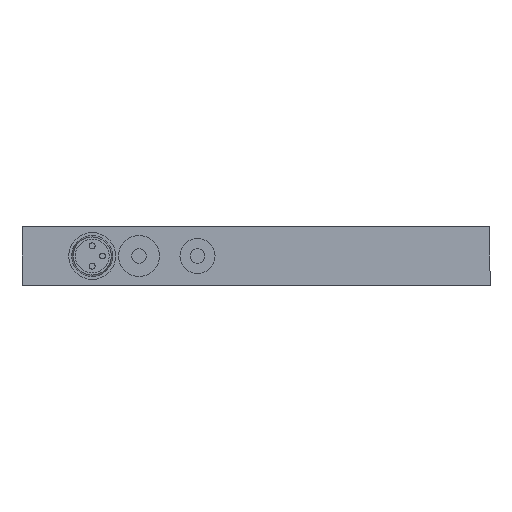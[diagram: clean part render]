
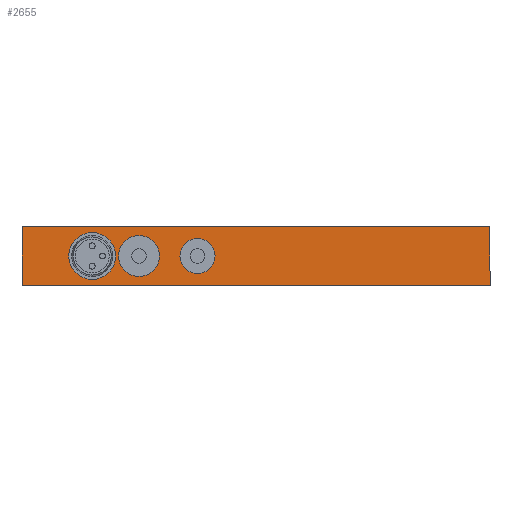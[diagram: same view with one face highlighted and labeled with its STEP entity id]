
A CAD part, left-side view. The second image highlights one B-rep face of the part: STEP entity #2655.
In plain terms, the highlighted planar face has unit normal (-1, 0, 0).
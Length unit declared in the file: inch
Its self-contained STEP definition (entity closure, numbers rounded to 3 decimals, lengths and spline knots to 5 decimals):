
#5 = DIRECTION ( 'NONE',  ( 0., 0., 1. ) ) ;
#21 = DIRECTION ( 'NONE',  ( 0., 1., 0. ) ) ;
#53 = ORIENTED_EDGE ( 'NONE', *, *, #1401, .T. ) ;
#198 = CARTESIAN_POINT ( 'NONE',  ( -1.23858, -0.19634, 0.19685 ) ) ;
#255 = DIRECTION ( 'NONE',  ( 0., 0., 1. ) ) ;
#279 = EDGE_LOOP ( 'NONE', ( #1515 ) ) ;
#302 = EDGE_LOOP ( 'NONE', ( #976 ) ) ;
#361 = VECTOR ( 'NONE', #21, 39.37008 ) ;
#594 = AXIS2_PLACEMENT_3D ( 'NONE', #198, #2083, #1611 ) ;
#603 = LINE ( 'NONE', #1055, #2749 ) ;
#632 = ORIENTED_EDGE ( 'NONE', *, *, #1251, .T. ) ;
#717 = VERTEX_POINT ( 'NONE', #1485 ) ;
#724 = DIRECTION ( 'NONE',  ( 0., 0., 1. ) ) ;
#731 = ORIENTED_EDGE ( 'NONE', *, *, #1798, .F. ) ;
#825 = DIRECTION ( 'NONE',  ( 0., 0., -1. ) ) ;
#859 = DIRECTION ( 'NONE',  ( 1., 0., 0. ) ) ;
#922 = FACE_BOUND ( 'NONE', #302, .T. ) ;
#976 = ORIENTED_EDGE ( 'NONE', *, *, #1026, .T. ) ;
#1026 = EDGE_CURVE ( 'NONE', #2972, #2972, #1230, .T. ) ;
#1037 = VECTOR ( 'NONE', #724, 39.37008 ) ;
#1055 = CARTESIAN_POINT ( 'NONE',  ( -1.23858, -2.16485, 0.3937 ) ) ;
#1111 = AXIS2_PLACEMENT_3D ( 'NONE', #1130, #1542, #825 ) ;
#1130 = CARTESIAN_POINT ( 'NONE',  ( -1.23858, 0.19736, 0.19685 ) ) ;
#1161 = CARTESIAN_POINT ( 'NONE',  ( -1.23858, 0.98476, 0. ) ) ;
#1170 = FACE_BOUND ( 'NONE', #2113, .T. ) ;
#1188 = CARTESIAN_POINT ( 'NONE',  ( -1.23858, -0.59004, 0. ) ) ;
#1215 = CIRCLE ( 'NONE', #1111, 0.1378 ) ;
#1230 = CIRCLE ( 'NONE', #1622, 0.1378 ) ;
#1241 = EDGE_LOOP ( 'NONE', ( #2177, #731, #2245, #632 ) ) ;
#1251 = EDGE_CURVE ( 'NONE', #2570, #2867, #1464, .T. ) ;
#1322 = CARTESIAN_POINT ( 'NONE',  ( -1.23858, -2.16485, 0. ) ) ;
#1351 = VERTEX_POINT ( 'NONE', #2282 ) ;
#1401 = EDGE_CURVE ( 'NONE', #1351, #1351, #2256, .T. ) ;
#1464 = LINE ( 'NONE', #2579, #1037 ) ;
#1485 = CARTESIAN_POINT ( 'NONE',  ( -1.23858, 0.98476, 0.3937 ) ) ;
#1505 = VECTOR ( 'NONE', #255, 39.37008 ) ;
#1515 = ORIENTED_EDGE ( 'NONE', *, *, #1703, .T. ) ;
#1542 = DIRECTION ( 'NONE',  ( 1., 0., 0. ) ) ;
#1611 = DIRECTION ( 'NONE',  ( 0., 0., -1. ) ) ;
#1622 = AXIS2_PLACEMENT_3D ( 'NONE', #2249, #859, #2497 ) ;
#1703 = EDGE_CURVE ( 'NONE', #2379, #2379, #1215, .T. ) ;
#1798 = EDGE_CURVE ( 'NONE', #1804, #717, #3031, .T. ) ;
#1804 = VERTEX_POINT ( 'NONE', #2307 ) ;
#1810 = DIRECTION ( 'NONE',  ( 0., 1., 0. ) ) ;
#2083 = DIRECTION ( 'NONE',  ( 1., 0., 0. ) ) ;
#2084 = FACE_OUTER_BOUND ( 'NONE', #1241, .T. ) ;
#2096 = CARTESIAN_POINT ( 'NONE',  ( -1.23858, 0.51232, 0.05906 ) ) ;
#2113 = EDGE_LOOP ( 'NONE', ( #53 ) ) ;
#2124 = EDGE_CURVE ( 'NONE', #2867, #717, #603, .T. ) ;
#2177 = ORIENTED_EDGE ( 'NONE', *, *, #2124, .T. ) ;
#2245 = ORIENTED_EDGE ( 'NONE', *, *, #2304, .F. ) ;
#2249 = CARTESIAN_POINT ( 'NONE',  ( -1.23858, 0.51232, 0.19685 ) ) ;
#2256 = CIRCLE ( 'NONE', #594, 0.11811 ) ;
#2282 = CARTESIAN_POINT ( 'NONE',  ( -1.23858, -0.19634, 0.07874 ) ) ;
#2304 = EDGE_CURVE ( 'NONE', #2570, #1804, #2533, .T. ) ;
#2307 = CARTESIAN_POINT ( 'NONE',  ( -1.23858, 0.98476, 0. ) ) ;
#2315 = PLANE ( 'NONE',  #2357 ) ;
#2357 = AXIS2_PLACEMENT_3D ( 'NONE', #2789, #3006, #5 ) ;
#2361 = CARTESIAN_POINT ( 'NONE',  ( -1.23858, 0.19736, 0.05906 ) ) ;
#2379 = VERTEX_POINT ( 'NONE', #2361 ) ;
#2497 = DIRECTION ( 'NONE',  ( 0., 0., -1. ) ) ;
#2533 = LINE ( 'NONE', #1188, #361 ) ;
#2570 = VERTEX_POINT ( 'NONE', #1322 ) ;
#2579 = CARTESIAN_POINT ( 'NONE',  ( -1.23858, -2.16485, 0. ) ) ;
#2655 = ADVANCED_FACE ( 'NONE', ( #2084, #3023, #1170, #922 ), #2315, .T. ) ;
#2680 = CARTESIAN_POINT ( 'NONE',  ( -1.23858, -2.16485, 0.3937 ) ) ;
#2749 = VECTOR ( 'NONE', #1810, 39.37008 ) ;
#2789 = CARTESIAN_POINT ( 'NONE',  ( -1.23858, -2.16485, 0. ) ) ;
#2867 = VERTEX_POINT ( 'NONE', #2680 ) ;
#2972 = VERTEX_POINT ( 'NONE', #2096 ) ;
#3006 = DIRECTION ( 'NONE',  ( -1., 0., 0. ) ) ;
#3023 = FACE_BOUND ( 'NONE', #279, .T. ) ;
#3031 = LINE ( 'NONE', #1161, #1505 ) ;
